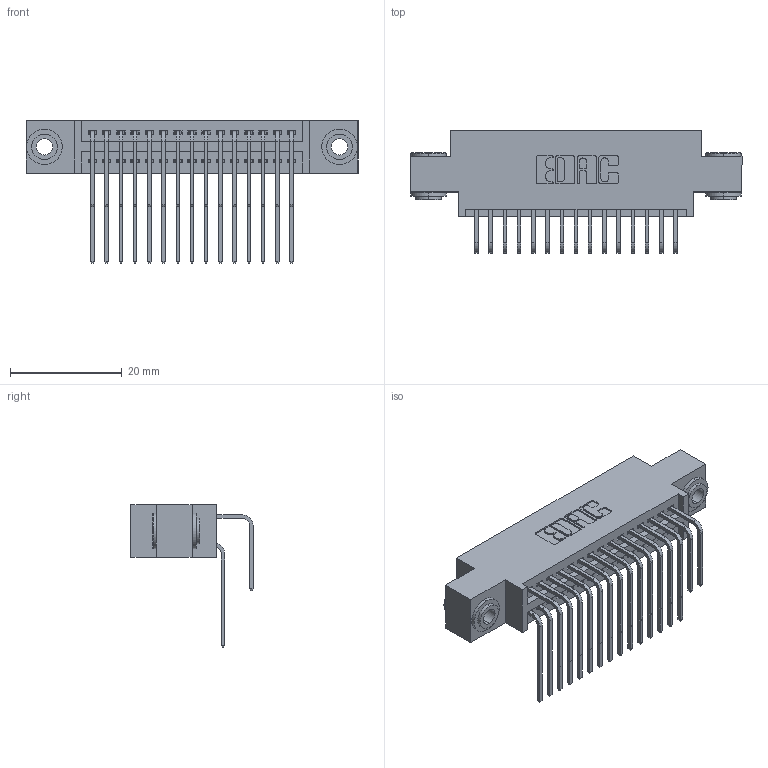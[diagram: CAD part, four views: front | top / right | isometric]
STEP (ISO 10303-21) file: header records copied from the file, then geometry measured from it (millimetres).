
FILE_DESCRIPTION (( 'STEP AP203' ), '1' );
FILE_NAME ('345-030-558-803.STEP', '2019-10-28T02:47:51', ( '' ), ( '' ), 'SwSTEP 2.0', 'SolidWorks 2016', '' );
FILE_SCHEMA (( 'CONFIG_CONTROL_DESIGN' ));
Length unit declared in the file: inch
Products named in the file (5): 345-292-001_558 Tail - 2; 345-250-002_345-250-002-102; 345 Part_0.170 Offset - 0.156 Dia-TH; 345-030-558-803; 345-292-001_558 559 Tail - 1
Assembly tree (33 placements, depth 2):
  345-030-558-803
    345 Part_0.170 Offset - 0.156 Dia-TH
    345-292-001_558 559 Tail - 1  x15
    345-292-001_558 Tail - 2  x15
    345-250-002_345-250-002-102  x2
Bounding box: 59.31 x 21.83 x 25.53 mm (x, y, z)
Volume: 5589.8 mm3; surface area: 8901.9 mm2
Topology: 33 solids, 33 shells, 1728 faces, 5079 edges, 3342 vertices
Faces by surface type: plane 1144, cylinder 576, cone 8
Entity records: 17838 total; most frequent: CARTESIAN_POINT 3038, ORIENTED_EDGE 2914, DIRECTION 2715, EDGE_CURVE 1457, LINE 1201, VECTOR 1201, VERTEX_POINT 966, AXIS2_PLACEMENT_3D 757
